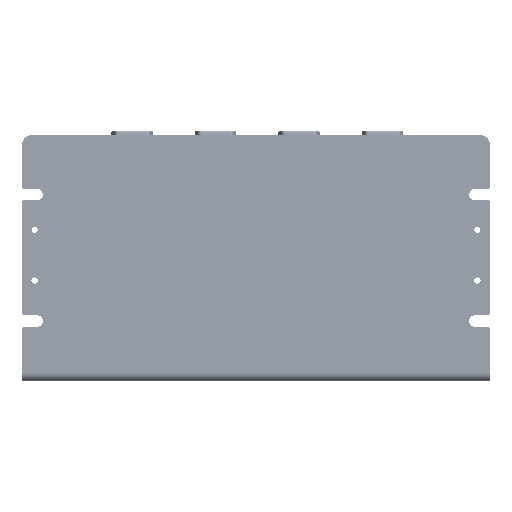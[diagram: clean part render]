
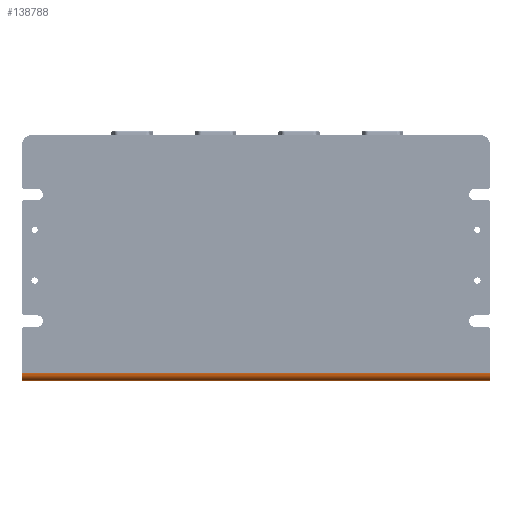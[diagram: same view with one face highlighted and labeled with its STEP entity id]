
A CAD part, front view. The second image highlights one B-rep face of the part: STEP entity #138788.
In plain terms, the highlighted cylindrical face has radius 3 mm (diameter 6 mm), a partial arc.
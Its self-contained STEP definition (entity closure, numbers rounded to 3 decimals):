
#468 = DIRECTION ( 'NONE',  ( -1., 0., 0. ) ) ;
#16032 = VERTEX_POINT ( 'NONE', #71972 ) ;
#16181 = LINE ( 'NONE', #140005, #186925 ) ;
#24112 = CIRCLE ( 'NONE', #144885, 3. ) ;
#26480 = ORIENTED_EDGE ( 'NONE', *, *, #221255, .F. ) ;
#27407 = DIRECTION ( 'NONE',  ( 1., 0., 0. ) ) ;
#32930 = DIRECTION ( 'NONE',  ( 0., 0., -1. ) ) ;
#33832 = AXIS2_PLACEMENT_3D ( 'NONE', #206045, #27407, #87397 ) ;
#38562 = EDGE_LOOP ( 'NONE', ( #26480, #154064, #49821, #115159 ) ) ;
#40952 = CARTESIAN_POINT ( 'NONE',  ( 92.5, 0., -45.6 ) ) ;
#49821 = ORIENTED_EDGE ( 'NONE', *, *, #161892, .T. ) ;
#56001 = DIRECTION ( 'NONE',  ( 0., 0., -1. ) ) ;
#58694 = VECTOR ( 'NONE', #468, 1000. ) ;
#71726 = CARTESIAN_POINT ( 'NONE',  ( -92.5, 3., -45.6 ) ) ;
#71972 = CARTESIAN_POINT ( 'NONE',  ( 92.5, 0., -45.6 ) ) ;
#79960 = EDGE_CURVE ( 'NONE', #121554, #83708, #24112, .T. ) ;
#83708 = VERTEX_POINT ( 'NONE', #239663 ) ;
#87397 = DIRECTION ( 'NONE',  ( 0., -1., 0. ) ) ;
#115159 = ORIENTED_EDGE ( 'NONE', *, *, #79960, .F. ) ;
#121554 = VERTEX_POINT ( 'NONE', #207450 ) ;
#121761 = LINE ( 'NONE', #40952, #58694 ) ;
#130576 = VERTEX_POINT ( 'NONE', #250231 ) ;
#130747 = DIRECTION ( 'NONE',  ( -1., 0., 0. ) ) ;
#132025 = FACE_OUTER_BOUND ( 'NONE', #38562, .T. ) ;
#135285 = EDGE_CURVE ( 'NONE', #16032, #130576, #192070, .T. ) ;
#138788 = ADVANCED_FACE ( 'NONE', ( #132025 ), #250721, .T. ) ;
#140005 = CARTESIAN_POINT ( 'NONE',  ( 92.5, 3., -48.6 ) ) ;
#144885 = AXIS2_PLACEMENT_3D ( 'NONE', #71726, #234653, #56001 ) ;
#149026 = CARTESIAN_POINT ( 'NONE',  ( 333.666, 3., -45.6 ) ) ;
#154064 = ORIENTED_EDGE ( 'NONE', *, *, #135285, .F. ) ;
#159514 = DIRECTION ( 'NONE',  ( -1., 0., 0. ) ) ;
#161892 = EDGE_CURVE ( 'NONE', #16032, #83708, #121761, .T. ) ;
#171733 = AXIS2_PLACEMENT_3D ( 'NONE', #149026, #130747, #32930 ) ;
#186925 = VECTOR ( 'NONE', #159514, 1000. ) ;
#192070 = CIRCLE ( 'NONE', #33832, 3. ) ;
#206045 = CARTESIAN_POINT ( 'NONE',  ( 92.5, 3., -45.6 ) ) ;
#207450 = CARTESIAN_POINT ( 'NONE',  ( -92.5, 3., -48.6 ) ) ;
#221255 = EDGE_CURVE ( 'NONE', #130576, #121554, #16181, .T. ) ;
#234653 = DIRECTION ( 'NONE',  ( -1., 0., 0. ) ) ;
#239663 = CARTESIAN_POINT ( 'NONE',  ( -92.5, 0., -45.6 ) ) ;
#250231 = CARTESIAN_POINT ( 'NONE',  ( 92.5, 3., -48.6 ) ) ;
#250721 = CYLINDRICAL_SURFACE ( 'NONE', #171733, 3. ) ;
